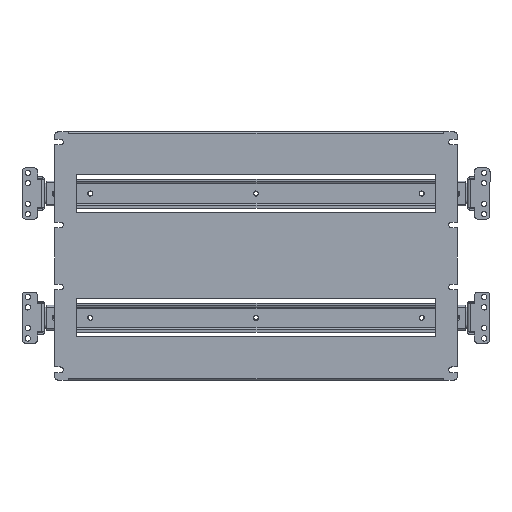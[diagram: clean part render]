
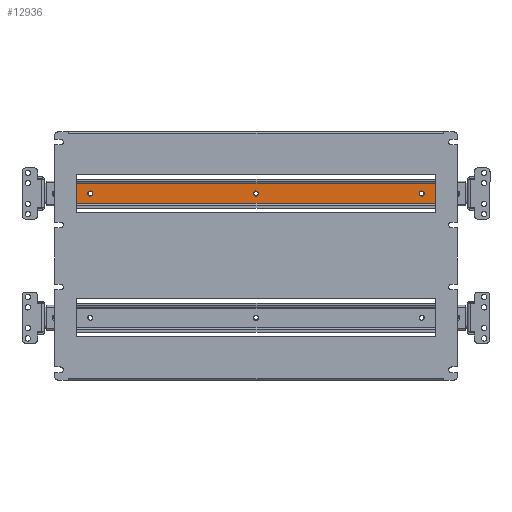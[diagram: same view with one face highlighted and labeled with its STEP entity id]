
A CAD part, top view. The second image highlights one B-rep face of the part: STEP entity #12936.
In plain terms, the highlighted planar face has unit normal (0, 0, 1).
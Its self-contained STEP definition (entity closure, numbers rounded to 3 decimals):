
#154 = CARTESIAN_POINT ( 'NONE',  ( -200., 75.5, -61.3 ) ) ;
#676 = ORIENTED_EDGE ( 'NONE', *, *, #25594, .F. ) ;
#1466 = VERTEX_POINT ( 'NONE', #27441 ) ;
#2224 = EDGE_CURVE ( 'NONE', #16009, #4496, #31514, .T. ) ;
#2417 = CIRCLE ( 'NONE', #12186, 3.1 ) ;
#4052 = ORIENTED_EDGE ( 'NONE', *, *, #19550, .F. ) ;
#4496 = VERTEX_POINT ( 'NONE', #6580 ) ;
#4973 = FACE_BOUND ( 'NONE', #42550, .T. ) ;
#5324 = VERTEX_POINT ( 'NONE', #25647 ) ;
#5390 = CARTESIAN_POINT ( 'NONE',  ( 200., 75.5, -61.3 ) ) ;
#5402 = CIRCLE ( 'NONE', #28380, 3.1 ) ;
#5891 = CARTESIAN_POINT ( 'NONE',  ( -225., 62., -61.3 ) ) ;
#5896 = EDGE_CURVE ( 'NONE', #17583, #1466, #24798, .T. ) ;
#6417 = EDGE_CURVE ( 'NONE', #1466, #17583, #17013, .T. ) ;
#6450 = VERTEX_POINT ( 'NONE', #21671 ) ;
#6580 = CARTESIAN_POINT ( 'NONE',  ( -225., 63.8, -61.3 ) ) ;
#6693 = VERTEX_POINT ( 'NONE', #35516 ) ;
#6965 = DIRECTION ( 'NONE',  ( 0., -1., 0. ) ) ;
#8370 = CARTESIAN_POINT ( 'NONE',  ( 0., 75.5, -61.3 ) ) ;
#8880 = CARTESIAN_POINT ( 'NONE',  ( 225., 62., -61.3 ) ) ;
#9020 = DIRECTION ( 'NONE',  ( 0., 1., 0. ) ) ;
#9038 = DIRECTION ( 'NONE',  ( 0., -1., 0. ) ) ;
#9410 = LINE ( 'NONE', #18131, #15643 ) ;
#9493 = CARTESIAN_POINT ( 'NONE',  ( -200., 75.5, -61.3 ) ) ;
#9701 = ORIENTED_EDGE ( 'NONE', *, *, #6417, .F. ) ;
#9781 = DIRECTION ( 'NONE',  ( 0., -1., 0. ) ) ;
#10535 = CARTESIAN_POINT ( 'NONE',  ( 200., 78.6, -61.3 ) ) ;
#10772 = ORIENTED_EDGE ( 'NONE', *, *, #34872, .F. ) ;
#11886 = EDGE_LOOP ( 'NONE', ( #10772, #29016 ) ) ;
#11998 = DIRECTION ( 'NONE',  ( 0., -1., 0. ) ) ;
#12186 = AXIS2_PLACEMENT_3D ( 'NONE', #20425, #13749, #39746 ) ;
#12395 = ORIENTED_EDGE ( 'NONE', *, *, #2224, .T. ) ;
#12519 = CARTESIAN_POINT ( 'NONE',  ( 200., 75.5, -61.3 ) ) ;
#12936 = ADVANCED_FACE ( 'NONE', ( #37467, #13825, #28718, #4973 ), #22206, .F. ) ;
#13330 = AXIS2_PLACEMENT_3D ( 'NONE', #12519, #15857, #42142 ) ;
#13749 = DIRECTION ( 'NONE',  ( 0., 0., 1. ) ) ;
#13825 = FACE_BOUND ( 'NONE', #11886, .T. ) ;
#15339 = ORIENTED_EDGE ( 'NONE', *, *, #38984, .F. ) ;
#15643 = VECTOR ( 'NONE', #20680, 1000. ) ;
#15857 = DIRECTION ( 'NONE',  ( 0., 0., 1. ) ) ;
#16009 = VERTEX_POINT ( 'NONE', #33805 ) ;
#16287 = DIRECTION ( 'NONE',  ( 0., 0., 1. ) ) ;
#17013 = CIRCLE ( 'NONE', #26597, 3.1 ) ;
#17211 = AXIS2_PLACEMENT_3D ( 'NONE', #8880, #38241, #9020 ) ;
#17287 = EDGE_LOOP ( 'NONE', ( #15339, #676 ) ) ;
#17583 = VERTEX_POINT ( 'NONE', #10535 ) ;
#17636 = CARTESIAN_POINT ( 'NONE',  ( 225., 87.2, -61.3 ) ) ;
#17736 = AXIS2_PLACEMENT_3D ( 'NONE', #154, #33005, #6965 ) ;
#18131 = CARTESIAN_POINT ( 'NONE',  ( 225., 62., -61.3 ) ) ;
#19059 = DIRECTION ( 'NONE',  ( -1., 0., 0. ) ) ;
#19448 = ORIENTED_EDGE ( 'NONE', *, *, #5896, .F. ) ;
#19550 = EDGE_CURVE ( 'NONE', #27692, #4496, #36793, .T. ) ;
#20092 = EDGE_CURVE ( 'NONE', #31239, #27692, #9410, .T. ) ;
#20350 = CARTESIAN_POINT ( 'NONE',  ( 0., 78.6, -61.3 ) ) ;
#20425 = CARTESIAN_POINT ( 'NONE',  ( 0., 75.5, -61.3 ) ) ;
#20596 = CARTESIAN_POINT ( 'NONE',  ( 225., 63.8, -61.3 ) ) ;
#20680 = DIRECTION ( 'NONE',  ( 0., -1., 0. ) ) ;
#20731 = DIRECTION ( 'NONE',  ( -1., 0., 0. ) ) ;
#21320 = VECTOR ( 'NONE', #20731, 1000. ) ;
#21671 = CARTESIAN_POINT ( 'NONE',  ( -200., 78.6, -61.3 ) ) ;
#22206 = PLANE ( 'NONE',  #17211 ) ;
#22867 = VECTOR ( 'NONE', #19059, 1000. ) ;
#23102 = EDGE_CURVE ( 'NONE', #31239, #16009, #31624, .T. ) ;
#23268 = CIRCLE ( 'NONE', #17736, 3.1 ) ;
#24088 = EDGE_CURVE ( 'NONE', #6450, #5324, #33993, .T. ) ;
#24798 = CIRCLE ( 'NONE', #13330, 3.1 ) ;
#24823 = ORIENTED_EDGE ( 'NONE', *, *, #20092, .F. ) ;
#25303 = DIRECTION ( 'NONE',  ( 0., 0., 1. ) ) ;
#25594 = EDGE_CURVE ( 'NONE', #26262, #6693, #5402, .T. ) ;
#25647 = CARTESIAN_POINT ( 'NONE',  ( -200., 72.4, -61.3 ) ) ;
#26262 = VERTEX_POINT ( 'NONE', #20350 ) ;
#26597 = AXIS2_PLACEMENT_3D ( 'NONE', #5390, #25303, #9038 ) ;
#26666 = EDGE_LOOP ( 'NONE', ( #12395, #4052, #24823, #33796 ) ) ;
#27441 = CARTESIAN_POINT ( 'NONE',  ( 200., 72.4, -61.3 ) ) ;
#27692 = VERTEX_POINT ( 'NONE', #32183 ) ;
#28380 = AXIS2_PLACEMENT_3D ( 'NONE', #8370, #31367, #11998 ) ;
#28718 = FACE_OUTER_BOUND ( 'NONE', #26666, .T. ) ;
#28938 = DIRECTION ( 'NONE',  ( 0., -1., 0. ) ) ;
#29016 = ORIENTED_EDGE ( 'NONE', *, *, #24088, .F. ) ;
#29980 = VECTOR ( 'NONE', #28938, 1000. ) ;
#31239 = VERTEX_POINT ( 'NONE', #17636 ) ;
#31367 = DIRECTION ( 'NONE',  ( 0., 0., 1. ) ) ;
#31514 = LINE ( 'NONE', #5891, #29980 ) ;
#31624 = LINE ( 'NONE', #32267, #22867 ) ;
#32183 = CARTESIAN_POINT ( 'NONE',  ( 225., 63.8, -61.3 ) ) ;
#32267 = CARTESIAN_POINT ( 'NONE',  ( 225., 87.2, -61.3 ) ) ;
#33005 = DIRECTION ( 'NONE',  ( 0., 0., 1. ) ) ;
#33796 = ORIENTED_EDGE ( 'NONE', *, *, #23102, .T. ) ;
#33805 = CARTESIAN_POINT ( 'NONE',  ( -225., 87.2, -61.3 ) ) ;
#33993 = CIRCLE ( 'NONE', #41824, 3.1 ) ;
#34872 = EDGE_CURVE ( 'NONE', #5324, #6450, #23268, .T. ) ;
#35516 = CARTESIAN_POINT ( 'NONE',  ( 0., 72.4, -61.3 ) ) ;
#36793 = LINE ( 'NONE', #20596, #21320 ) ;
#37467 = FACE_BOUND ( 'NONE', #17287, .T. ) ;
#38241 = DIRECTION ( 'NONE',  ( 0., 0., -1. ) ) ;
#38984 = EDGE_CURVE ( 'NONE', #6693, #26262, #2417, .T. ) ;
#39746 = DIRECTION ( 'NONE',  ( 0., -1., 0. ) ) ;
#41824 = AXIS2_PLACEMENT_3D ( 'NONE', #9493, #16287, #9781 ) ;
#42142 = DIRECTION ( 'NONE',  ( 0., -1., 0. ) ) ;
#42550 = EDGE_LOOP ( 'NONE', ( #9701, #19448 ) ) ;
